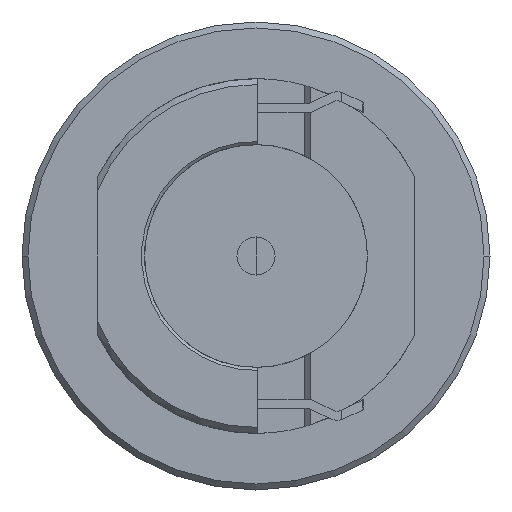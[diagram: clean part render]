
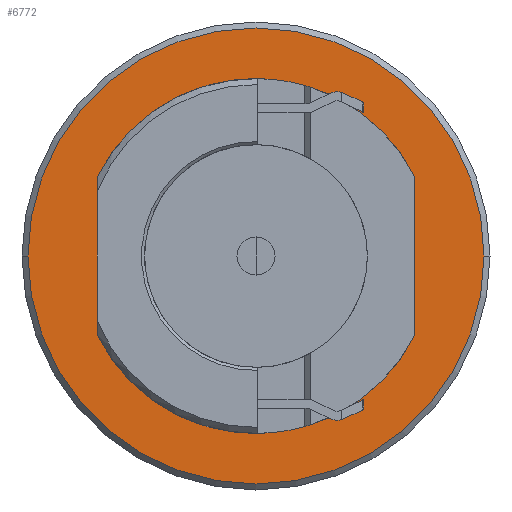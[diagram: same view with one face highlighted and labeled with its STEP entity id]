
A CAD part, left-side view. The second image highlights one B-rep face of the part: STEP entity #6772.
In plain terms, the highlighted planar face has unit normal (-1, 0, 0).
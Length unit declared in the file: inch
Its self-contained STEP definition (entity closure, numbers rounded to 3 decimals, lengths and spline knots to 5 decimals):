
#1=CARTESIAN_POINT('',(0.,0.,0.));
#2=DIRECTION('',(-1.,0.,0.));
#3=DIRECTION('',(0.,1.,0.));
#4=AXIS2_PLACEMENT_3D('',#1,#2,#3);
#6=CARTESIAN_POINT('',(0.,0.,0.));
#7=DIRECTION('',(-1.,0.,0.));
#8=DIRECTION('',(0.,-1.,0.));
#9=AXIS2_PLACEMENT_3D('',#6,#7,#8);
#11=DIRECTION('',(0.,0.,1.));
#12=VECTOR('',#11,0.10548);
#13=CARTESIAN_POINT('',(0.,0.21004,-0.10548));
#14=LINE('',#13,#12);
#15=DIRECTION('',(0.,0.,-1.));
#16=VECTOR('',#15,0.21097);
#17=CARTESIAN_POINT('',(0.,-0.21004,0.10548));
#18=LINE('',#17,#16);
#19=DIRECTION('',(0.,0.,1.));
#20=VECTOR('',#19,0.10548);
#21=CARTESIAN_POINT('',(0.,0.21004,0.));
#22=LINE('',#21,#20);
#5854=CARTESIAN_POINT('',(0.,0.,0.));
#5855=DIRECTION('',(-1.,0.,0.));
#5856=DIRECTION('',(0.,0.894,-0.449));
#5857=AXIS2_PLACEMENT_3D('',#5854,#5855,#5856);
#6058=CARTESIAN_POINT('',(0.,0.,0.));
#6059=DIRECTION('',(1.,0.,0.));
#6060=DIRECTION('',(0.,0.894,0.449));
#6061=AXIS2_PLACEMENT_3D('',#6058,#6059,#6060);
#6415=CARTESIAN_POINT('',(0.,0.21004,0.10548));
#6417=VERTEX_POINT('',#6415);
#6423=CARTESIAN_POINT('',(0.,0.21004,-0.10548));
#6425=VERTEX_POINT('',#6423);
#6426=CARTESIAN_POINT('',(0.,-0.21004,0.10548));
#6427=VERTEX_POINT('',#6426);
#6428=CARTESIAN_POINT('',(0.,-0.21004,-0.10548));
#6429=VERTEX_POINT('',#6428);
#6458=CARTESIAN_POINT('',(0.,0.21004,0.));
#6459=VERTEX_POINT('',#6458);
#6464=CARTESIAN_POINT('',(0.,0.30217,0.));
#6465=CARTESIAN_POINT('',(0.,-0.30217,0.));
#6466=VERTEX_POINT('',#6464);
#6467=VERTEX_POINT('',#6465);
#6749=CARTESIAN_POINT('',(0.,0.,0.));
#6750=DIRECTION('',(1.,0.,0.));
#6751=DIRECTION('',(0.,-1.,0.));
#6752=AXIS2_PLACEMENT_3D('',#6749,#6750,#6751);
#6753=PLANE('',#6752);
#6755=ORIENTED_EDGE('',*,*,#6754,.F.);
#6757=ORIENTED_EDGE('',*,*,#6756,.F.);
#6758=EDGE_LOOP('',(#6755,#6757));
#6759=FACE_OUTER_BOUND('',#6758,.F.);
#6761=ORIENTED_EDGE('',*,*,#6760,.F.);
#6763=ORIENTED_EDGE('',*,*,#6762,.T.);
#6765=ORIENTED_EDGE('',*,*,#6764,.F.);
#6767=ORIENTED_EDGE('',*,*,#6766,.F.);
#6769=ORIENTED_EDGE('',*,*,#6768,.F.);
#6770=EDGE_LOOP('',(#6761,#6763,#6765,#6767,#6769));
#6771=FACE_BOUND('',#6770,.F.);
#6772=ADVANCED_FACE('',(#6759,#6771),#6753,.F.);
#5=CIRCLE('',#4,0.30217);
#10=CIRCLE('',#9,0.30217);
#5858=CIRCLE('',#5857,0.23504);
#6062=CIRCLE('',#6061,0.23504);
#6754=EDGE_CURVE('',#6466,#6467,#5,.T.);
#6756=EDGE_CURVE('',#6467,#6466,#10,.T.);
#6760=EDGE_CURVE('',#6425,#6459,#14,.T.);
#6762=EDGE_CURVE('',#6425,#6429,#5858,.T.);
#6764=EDGE_CURVE('',#6427,#6429,#18,.T.);
#6766=EDGE_CURVE('',#6417,#6427,#6062,.T.);
#6768=EDGE_CURVE('',#6459,#6417,#22,.T.);
